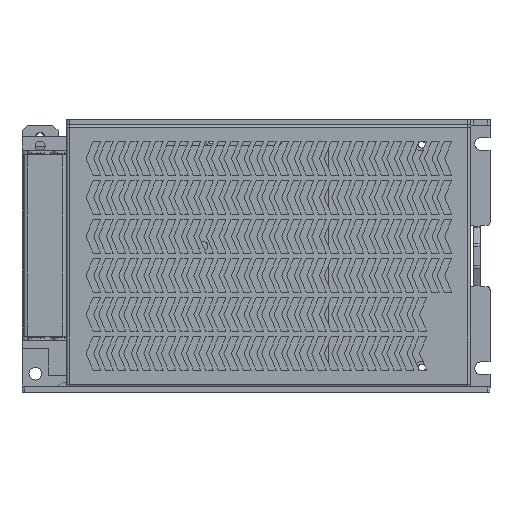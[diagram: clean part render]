
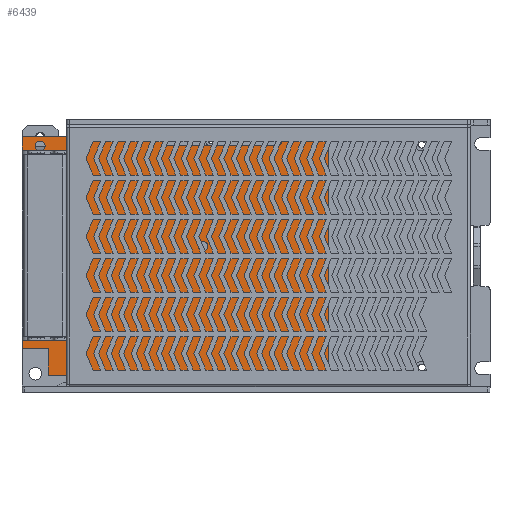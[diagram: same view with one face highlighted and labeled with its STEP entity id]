
A CAD part, top view. The second image highlights one B-rep face of the part: STEP entity #6439.
In plain terms, the highlighted planar face has unit normal (0, 0, 1).
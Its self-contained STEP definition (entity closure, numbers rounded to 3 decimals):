
#3127=FACE_BOUND('',#13573,.T.);
#3128=FACE_BOUND('',#13574,.T.);
#3129=FACE_BOUND('',#13575,.T.);
#4058=CIRCLE('',#53988,1.8);
#4059=CIRCLE('',#53989,1.7);
#6439=ADVANCED_FACE('',(#3127,#3128,#3129),#8404,.T.);
#8404=PLANE('',#53990);
#13573=EDGE_LOOP('',(#28203));
#13574=EDGE_LOOP('',(#28204));
#13575=EDGE_LOOP('',(#28205,#28206,#28207,#28208,#28209,#28210,#28211,#28212,
#28213,#28214));
#28203=ORIENTED_EDGE('',*,*,#40612,.T.);
#28204=ORIENTED_EDGE('',*,*,#40613,.T.);
#28205=ORIENTED_EDGE('',*,*,#40584,.T.);
#28206=ORIENTED_EDGE('',*,*,#40588,.T.);
#28207=ORIENTED_EDGE('',*,*,#40591,.T.);
#28208=ORIENTED_EDGE('',*,*,#40594,.T.);
#28209=ORIENTED_EDGE('',*,*,#40597,.T.);
#28210=ORIENTED_EDGE('',*,*,#40600,.T.);
#28211=ORIENTED_EDGE('',*,*,#40603,.T.);
#28212=ORIENTED_EDGE('',*,*,#40606,.T.);
#28213=ORIENTED_EDGE('',*,*,#40609,.T.);
#28214=ORIENTED_EDGE('',*,*,#40611,.T.);
#33270=VERTEX_POINT('',#84973);
#33271=VERTEX_POINT('',#84975);
#33273=VERTEX_POINT('',#84981);
#33275=VERTEX_POINT('',#84987);
#33277=VERTEX_POINT('',#84993);
#33279=VERTEX_POINT('',#84999);
#33281=VERTEX_POINT('',#85005);
#33283=VERTEX_POINT('',#85011);
#33285=VERTEX_POINT('',#85017);
#33287=VERTEX_POINT('',#85023);
#33288=VERTEX_POINT('',#85030);
#33289=VERTEX_POINT('',#85032);
#40584=EDGE_CURVE('',#33271,#33270,#45622,.T.);
#40588=EDGE_CURVE('',#33270,#33273,#45626,.T.);
#40591=EDGE_CURVE('',#33273,#33275,#45629,.T.);
#40594=EDGE_CURVE('',#33275,#33277,#45632,.T.);
#40597=EDGE_CURVE('',#33277,#33279,#45635,.T.);
#40600=EDGE_CURVE('',#33279,#33281,#45638,.T.);
#40603=EDGE_CURVE('',#33281,#33283,#45641,.T.);
#40606=EDGE_CURVE('',#33283,#33285,#45644,.T.);
#40609=EDGE_CURVE('',#33285,#33287,#45647,.T.);
#40611=EDGE_CURVE('',#33287,#33271,#45649,.T.);
#40612=EDGE_CURVE('',#33288,#33288,#4058,.T.);
#40613=EDGE_CURVE('',#33289,#33289,#4059,.T.);
#45622=LINE('',#84974,#50659);
#45626=LINE('',#84982,#50663);
#45629=LINE('',#84988,#50666);
#45632=LINE('',#84994,#50669);
#45635=LINE('',#85000,#50672);
#45638=LINE('',#85006,#50675);
#45641=LINE('',#85012,#50678);
#45644=LINE('',#85018,#50681);
#45647=LINE('',#85024,#50684);
#45649=LINE('',#85027,#50686);
#50659=VECTOR('',#65593,1.);
#50663=VECTOR('',#65599,1.);
#50666=VECTOR('',#65604,1.);
#50669=VECTOR('',#65609,1.);
#50672=VECTOR('',#65614,1.);
#50675=VECTOR('',#65619,1.);
#50678=VECTOR('',#65624,1.);
#50681=VECTOR('',#65629,1.);
#50684=VECTOR('',#65634,1.);
#50686=VECTOR('',#65638,1.);
#53988=AXIS2_PLACEMENT_3D('',#85029,#65641,#65642);
#53989=AXIS2_PLACEMENT_3D('',#85031,#65643,#65644);
#53990=AXIS2_PLACEMENT_3D('',#85033,#65645,#65646);
#65593=DIRECTION('',(0.,-1.,0.));
#65599=DIRECTION('',(1.,0.,0.));
#65604=DIRECTION('',(0.,1.,0.));
#65609=DIRECTION('',(-0.832,0.555,0.));
#65614=DIRECTION('',(0.,1.,0.));
#65619=DIRECTION('',(0.832,0.555,0.));
#65624=DIRECTION('',(0.,1.,0.));
#65629=DIRECTION('',(-1.,0.,0.));
#65634=DIRECTION('',(0.,-1.,0.));
#65638=DIRECTION('',(-1.,0.,0.));
#65641=DIRECTION('',(0.,0.,-1.));
#65642=DIRECTION('',(1.,0.,0.));
#65643=DIRECTION('',(0.,0.,-1.));
#65644=DIRECTION('',(1.,0.,0.));
#65645=DIRECTION('',(0.,0.,1.));
#65646=DIRECTION('',(1.,0.,0.));
#84973=CARTESIAN_POINT('',(-42.75,-55.,1.6));
#84974=CARTESIAN_POINT('',(-42.75,45.5,1.6));
#84975=CARTESIAN_POINT('',(-42.75,45.5,1.6));
#84981=CARTESIAN_POINT('',(42.75,-55.,1.6));
#84982=CARTESIAN_POINT('',(-42.75,-55.,1.6));
#84987=CARTESIAN_POINT('',(42.75,-39.5,1.6));
#84988=CARTESIAN_POINT('',(42.75,-55.,1.6));
#84993=CARTESIAN_POINT('',(39.75,-37.5,1.6));
#84994=CARTESIAN_POINT('',(42.75,-39.5,1.6));
#84999=CARTESIAN_POINT('',(39.75,3.7,1.6));
#85000=CARTESIAN_POINT('',(39.75,-37.5,1.6));
#85005=CARTESIAN_POINT('',(42.75,5.7,1.6));
#85006=CARTESIAN_POINT('',(39.75,3.7,1.6));
#85011=CARTESIAN_POINT('',(42.75,55.,1.6));
#85012=CARTESIAN_POINT('',(42.75,5.7,1.6));
#85017=CARTESIAN_POINT('',(-33.25,55.,1.6));
#85018=CARTESIAN_POINT('',(42.75,55.,1.6));
#85023=CARTESIAN_POINT('',(-33.25,45.5,1.6));
#85024=CARTESIAN_POINT('',(-33.25,55.,1.6));
#85027=CARTESIAN_POINT('',(-33.25,45.5,1.6));
#85029=CARTESIAN_POINT('',(39.5,48.5,1.6));
#85030=CARTESIAN_POINT('',(41.3,48.5,1.6));
#85031=CARTESIAN_POINT('',(3.5,-10.,1.6));
#85032=CARTESIAN_POINT('',(5.2,-10.,1.6));
#85033=CARTESIAN_POINT('',(0.,0.,1.6));
